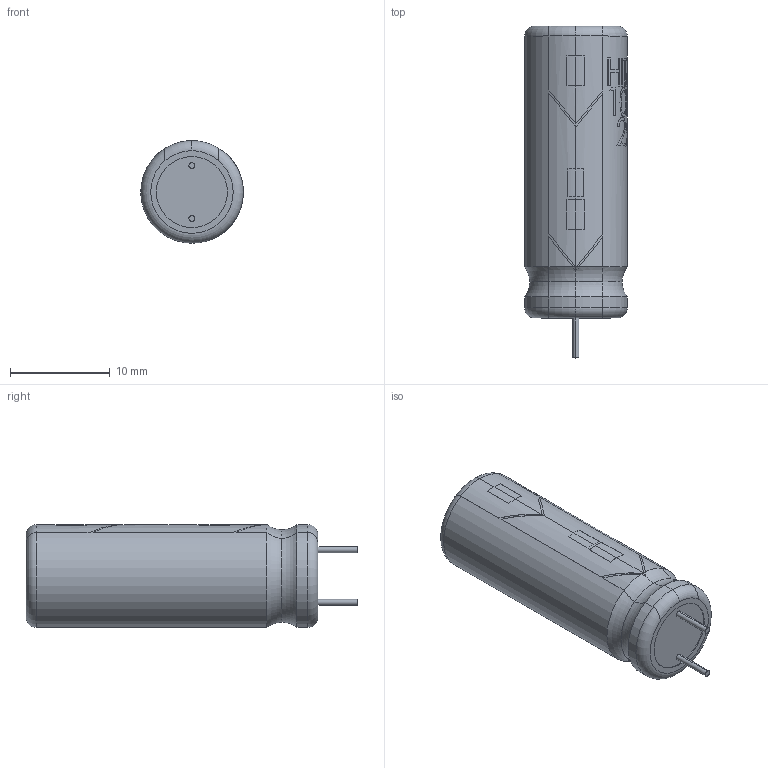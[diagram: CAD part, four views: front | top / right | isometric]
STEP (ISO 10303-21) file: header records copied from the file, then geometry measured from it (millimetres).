
FILE_DESCRIPTION (( 'STEP AP214' ), '1' );
FILE_NAME ('HITANO 1000uF 25V EFH105.STEP', '2024-05-13T08:57:50', ( '' ), ( '' ), 'SwSTEP 2.0', 'SolidWorks 2024', '' );
FILE_SCHEMA (( 'AUTOMOTIVE_DESIGN' ));
Length unit declared in the file: millimetre
Products named in the file (1): HITANO 1000uF 25V EFH105
Bounding box: 10.26 x 33.2 x 10.26 mm (x, y, z)
Volume: 2360.3 mm3; surface area: 1107.5 mm2
Topology: 1 solids, 1 shells, 250 faces, 651 edges, 427 vertices
Faces by surface type: plane 134, bspline 55, cylinder 45, torus 16
Entity records: 13109 total; most frequent: CARTESIAN_POINT 5178, ORIENTED_EDGE 1302, DIRECTION 1000, EDGE_CURVE 651, VERTEX_POINT 427, AXIS2_PLACEMENT_3D 347, LINE 306, VECTOR 306
